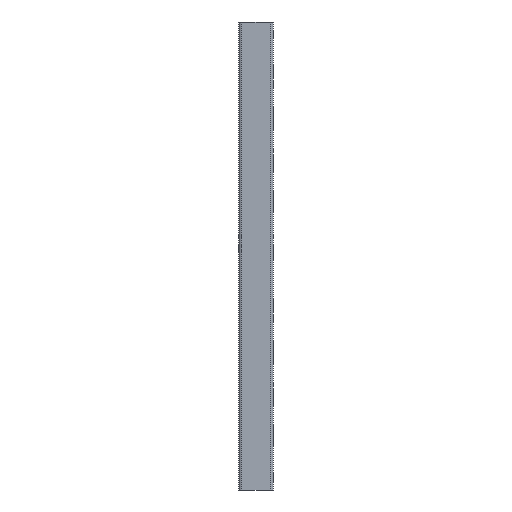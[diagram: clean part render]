
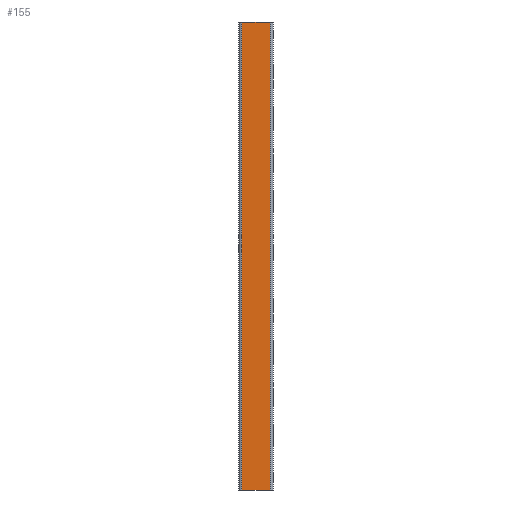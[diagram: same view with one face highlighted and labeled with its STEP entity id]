
A CAD part, left-side view. The second image highlights one B-rep face of the part: STEP entity #155.
In plain terms, the highlighted planar face has unit normal (-1, 0, 0).
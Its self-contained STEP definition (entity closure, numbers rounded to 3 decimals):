
#24 = EDGE_CURVE ( 'NONE', #1264, #1230, #681, .T. ) ;
#25 = EDGE_CURVE ( 'NONE', #1230, #1260, #683, .T. ) ;
#26 = EDGE_CURVE ( 'NONE', #1252, #1260, #678, .T. ) ;
#155 = ADVANCED_FACE ( 'NONE', ( #516 ), #1669, .F. ) ;
#300 = VECTOR ( 'NONE', #1403, 1000. ) ;
#303 = LINE ( 'NONE', #1353, #300 ) ;
#516 = FACE_OUTER_BOUND ( 'NONE', #2543, .T. ) ;
#675 = VECTOR ( 'NONE', #1503, 1000. ) ;
#677 = VECTOR ( 'NONE', #1531, 1000. ) ;
#678 = LINE ( 'NONE', #1513, #675 ) ;
#679 = VECTOR ( 'NONE', #1693, 1000. ) ;
#681 = LINE ( 'NONE', #1648, #679 ) ;
#683 = LINE ( 'NONE', #1619, #677 ) ;
#733 = ORIENTED_EDGE ( 'NONE', *, *, #26, .F. ) ;
#818 = ORIENTED_EDGE ( 'NONE', *, *, #24, .T. ) ;
#963 = ORIENTED_EDGE ( 'NONE', *, *, #2404, .F. ) ;
#977 = ORIENTED_EDGE ( 'NONE', *, *, #25, .T. ) ;
#1230 = VERTEX_POINT ( 'NONE', #1502 ) ;
#1252 = VERTEX_POINT ( 'NONE', #2138 ) ;
#1260 = VERTEX_POINT ( 'NONE', #2017 ) ;
#1264 = VERTEX_POINT ( 'NONE', #1982 ) ;
#1353 = CARTESIAN_POINT ( 'NONE',  ( -20.5, 37.5, 280. ) ) ;
#1403 = DIRECTION ( 'NONE',  ( 0., -1., 0. ) ) ;
#1482 = AXIS2_PLACEMENT_3D ( 'NONE', #1670, #1665, #1664 ) ;
#1502 = CARTESIAN_POINT ( 'NONE',  ( -20.5, 37.5, -280. ) ) ;
#1503 = DIRECTION ( 'NONE',  ( 0., 0., -1. ) ) ;
#1513 = CARTESIAN_POINT ( 'NONE',  ( -20.5, 3.5, 280. ) ) ;
#1531 = DIRECTION ( 'NONE',  ( 0., -1., 0. ) ) ;
#1619 = CARTESIAN_POINT ( 'NONE',  ( -20.5, 37.5, -280. ) ) ;
#1648 = CARTESIAN_POINT ( 'NONE',  ( -20.5, 37.5, 280. ) ) ;
#1664 = DIRECTION ( 'NONE',  ( 0., 1., 0. ) ) ;
#1665 = DIRECTION ( 'NONE',  ( 1., 0., 0. ) ) ;
#1669 = PLANE ( 'NONE',  #1482 ) ;
#1670 = CARTESIAN_POINT ( 'NONE',  ( -20.5, 37.5, 280. ) ) ;
#1693 = DIRECTION ( 'NONE',  ( 0., 0., -1. ) ) ;
#1982 = CARTESIAN_POINT ( 'NONE',  ( -20.5, 37.5, 280. ) ) ;
#2017 = CARTESIAN_POINT ( 'NONE',  ( -20.5, 3.5, -280. ) ) ;
#2138 = CARTESIAN_POINT ( 'NONE',  ( -20.5, 3.5, 280. ) ) ;
#2404 = EDGE_CURVE ( 'NONE', #1264, #1252, #303, .T. ) ;
#2543 = EDGE_LOOP ( 'NONE', ( #818, #977, #733, #963 ) ) ;
